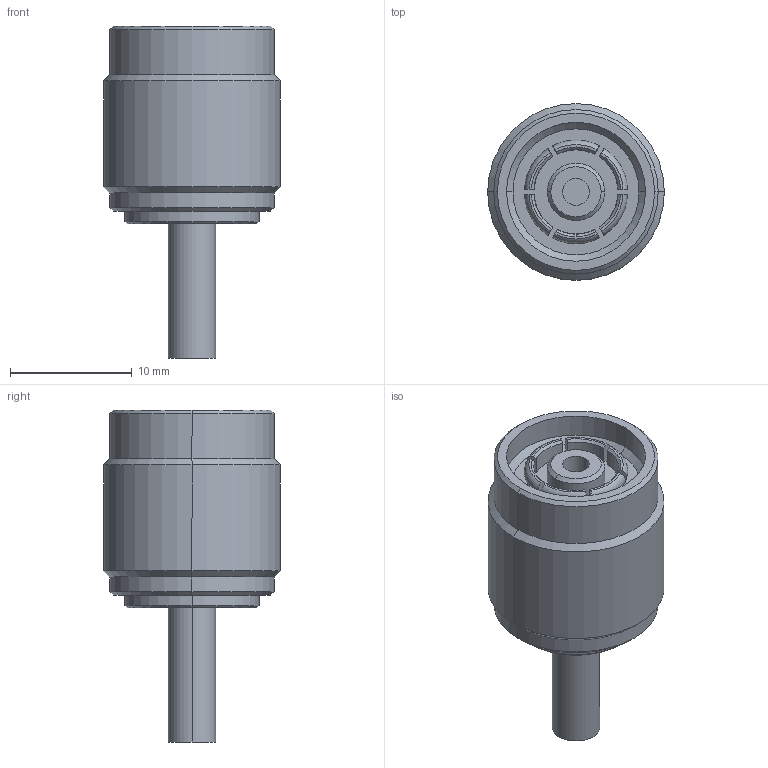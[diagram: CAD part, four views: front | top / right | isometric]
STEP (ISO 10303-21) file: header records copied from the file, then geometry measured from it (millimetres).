
FILE_DESCRIPTION (( 'STEP AP214' ), '1' );
FILE_NAME ('J01010R0001.STEP', '2018-11-20T10:20:39', ( '' ), ( '' ), 'SwSTEP 2.0', 'SolidWorks 2017', '' );
FILE_SCHEMA (( 'AUTOMOTIVE_DESIGN' ));
Length unit declared in the file: millimetre
Products named in the file (1): J01010R0001
Bounding box: 14.5 x 14.5 x 27.25 mm (x, y, z)
Volume: 2351.8 mm3; surface area: 1413.8 mm2
Topology: 1 solids, 1 shells, 93 faces, 210 edges, 133 vertices
Faces by surface type: cylinder 36, plane 28, cone 23, torus 6
Entity records: 3708 total; most frequent: CARTESIAN_POINT 623, DIRECTION 443, ORIENTED_EDGE 420, EDGE_CURVE 210, AXIS2_PLACEMENT_3D 177, VERTEX_POINT 133, EDGE_LOOP 107, ADVANCED_FACE 93
